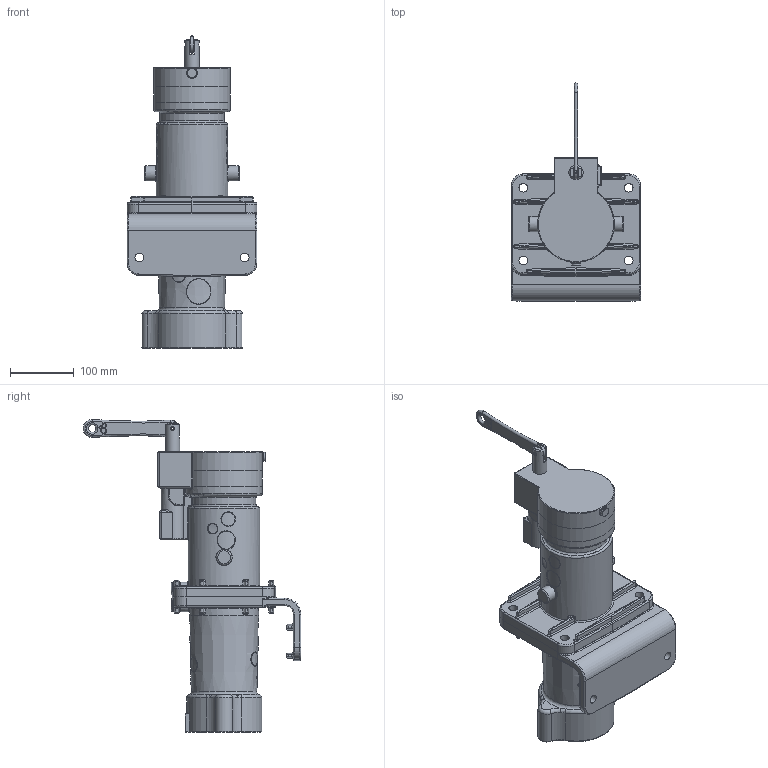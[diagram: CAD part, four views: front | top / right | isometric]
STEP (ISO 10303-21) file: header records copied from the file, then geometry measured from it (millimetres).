
FILE_DESCRIPTION(/* description */ ('PL RGB (Solid)'),/* implementation_level */ '2;1');
FILE_NAME(/* name */ 'PL RGB + REC Jack In [Solid].stp',/* time_stamp */ '2022-10-04T12:44:50+10:00',/* author */ ('a.tao491'),/* organization */ (''),/* preprocessor_version */ 'ST-DEVELOPER v16.5',/* originating_system */ 'Autodesk Inventor 2017',/* authorisation */ '');
FILE_SCHEMA (('AUTOMOTIVE_DESIGN { 1 0 10303 214 3 1 1 }'));
Products named in the file (7): RS2510_SLD with Jack In 2469_SLD; 2729_SLD; 2469_SLD; RS2406_SLD; 1587; 2746; 1581
Assembly tree (6 placements, depth 3):
  RS2510_SLD with Jack In 2469_SLD
    2729_SLD
    2469_SLD
    RS2406_SLD
      1587
      2746
      1581
Bounding box: 203 x 340.45 x 489.46 mm (x, y, z)
Volume: 5763776.3 mm3; surface area: 418412 mm2
Topology: 5 solids, 5 shells, 807 faces, 1859 edges, 1058 vertices
Faces by surface type: cylinder 302, bspline 155, plane 154, torus 136, sphere 40, cone 20
Full cylindrical faces by diameter (mm): 2.7 x4, 6 x2, 7 x1, 13.5 x10, 14 x1, 20 x1, 22 x1, 24 x2, 108 x1, 112 x1
Entity records: 58271 total; most frequent: CARTESIAN_POINT 40706, DIRECTION 3714, ORIENTED_EDGE 3518, EDGE_CURVE 1759, AXIS2_PLACEMENT_3D 1560, VERTEX_POINT 1035, EDGE_LOOP 908, FACE_OUTER_BOUND 807
